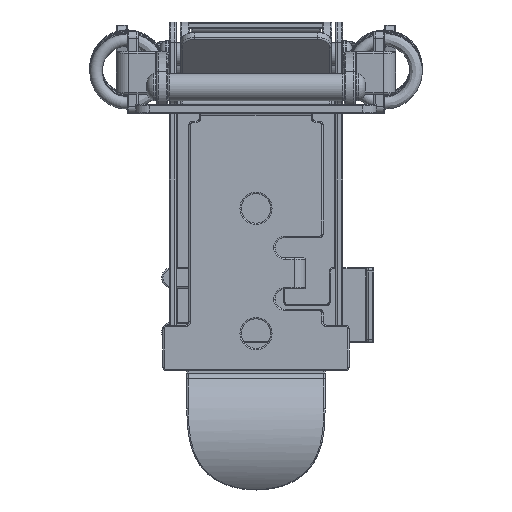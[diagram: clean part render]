
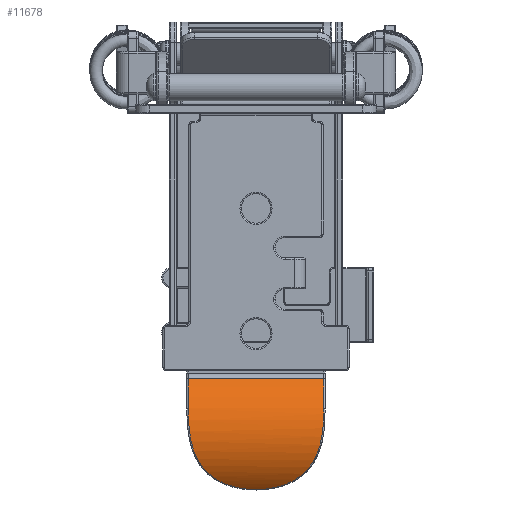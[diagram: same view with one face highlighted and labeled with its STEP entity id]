
A CAD part, front view. The second image highlights one B-rep face of the part: STEP entity #11678.
In plain terms, the highlighted cylindrical face has radius 11.243 mm (diameter 22.485 mm), a partial arc.
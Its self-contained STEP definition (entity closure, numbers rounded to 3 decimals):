
#487 = AXIS2_PLACEMENT_3D ( 'NONE', #1969, #1650, #19575 ) ;
#1504 = CARTESIAN_POINT ( 'NONE',  ( -9.059, 6.921, -37.797 ) ) ;
#1606 = CARTESIAN_POINT ( 'NONE',  ( 9.78, 6.748, -34.442 ) ) ;
#1650 = DIRECTION ( 'NONE',  ( -1., 0., 0. ) ) ;
#1919 = CARTESIAN_POINT ( 'NONE',  ( 3.727, 9.357, -42.81 ) ) ;
#1969 = CARTESIAN_POINT ( 'NONE',  ( 9.9, 17.943, -35.55 ) ) ;
#2058 = DIRECTION ( 'NONE',  ( -1., 0., 0. ) ) ;
#3064 = VERTEX_POINT ( 'NONE', #24188 ) ;
#4077 = CARTESIAN_POINT ( 'NONE',  ( -7.388, 7.884, -40.611 ) ) ;
#4280 = CARTESIAN_POINT ( 'NONE',  ( -9.395, 6.754, -36.712 ) ) ;
#4513 = CARTESIAN_POINT ( 'NONE',  ( -9.687, 6.699, -35.215 ) ) ;
#4588 = CARTESIAN_POINT ( 'NONE',  ( 10.1, 17.943, -35.55 ) ) ;
#4689 = DIRECTION ( 'NONE',  ( 0., 0., 1. ) ) ;
#6622 = CARTESIAN_POINT ( 'NONE',  ( -9.484, 6.721, -36.339 ) ) ;
#6708 = CARTESIAN_POINT ( 'NONE',  ( 9.9, 7.18, -32.209 ) ) ;
#6729 = CARTESIAN_POINT ( 'NONE',  ( -9.9, 7.18, -32.21 ) ) ;
#7035 = CARTESIAN_POINT ( 'NONE',  ( 5.082, 8.926, -42.269 ) ) ;
#7051 = CARTESIAN_POINT ( 'NONE',  ( -1.523, 9.787, -43.291 ) ) ;
#7095 = ORIENTED_EDGE ( 'NONE', *, *, #7703, .T. ) ;
#7142 = CARTESIAN_POINT ( 'NONE',  ( 9.213, 6.834, -37.42 ) ) ;
#7703 = EDGE_CURVE ( 'NONE', #19703, #3064, #17632, .T. ) ;
#9609 = CARTESIAN_POINT ( 'NONE',  ( 2.641, 9.606, -43.094 ) ) ;
#10240 = ORIENTED_EDGE ( 'NONE', *, *, #10714, .T. ) ;
#10714 = EDGE_CURVE ( 'NONE', #26257, #13154, #13450, .T. ) ;
#10719 = CARTESIAN_POINT ( 'NONE',  ( -9.9, 7.458, -31.493 ) ) ;
#11054 = CYLINDRICAL_SURFACE ( 'NONE', #32289, 11.243 ) ;
#11131 = VERTEX_POINT ( 'NONE', #28033 ) ;
#11678 = ADVANCED_FACE ( 'NONE', ( #12247 ), #11054, .T. ) ;
#11754 = CARTESIAN_POINT ( 'NONE',  ( -3.719, 9.36, -42.813 ) ) ;
#11854 = CARTESIAN_POINT ( 'NONE',  ( -9.887, 6.979, -32.946 ) ) ;
#11974 = CARTESIAN_POINT ( 'NONE',  ( -9.813, 6.79, -34.076 ) ) ;
#12087 = CARTESIAN_POINT ( 'NONE',  ( -5.702, 8.684, -41.932 ) ) ;
#12247 = FACE_OUTER_BOUND ( 'NONE', #14041, .T. ) ;
#12276 = CARTESIAN_POINT ( 'NONE',  ( 8.285, 7.377, -39.444 ) ) ;
#12483 = CARTESIAN_POINT ( 'NONE',  ( -9.9, 10.557, -27.074 ) ) ;
#13154 = VERTEX_POINT ( 'NONE', #10719 ) ;
#13450 = CIRCLE ( 'NONE', #29558, 11.243 ) ;
#14041 = EDGE_LOOP ( 'NONE', ( #25740, #10240, #25118, #7095, #28517 ) ) ;
#14193 = CARTESIAN_POINT ( 'NONE',  ( -8.775, 7.083, -38.482 ) ) ;
#14314 = CARTESIAN_POINT ( 'NONE',  ( -4.743, 9.047, -42.427 ) ) ;
#14413 = CARTESIAN_POINT ( 'NONE',  ( 0., 9.85, -43.355 ) ) ;
#14423 = CARTESIAN_POINT ( 'NONE',  ( -2.998, 9.533, -43.013 ) ) ;
#14532 = CARTESIAN_POINT ( 'NONE',  ( -9.629, 6.694, -35.592 ) ) ;
#14618 = CARTESIAN_POINT ( 'NONE',  ( 1.526, 9.787, -43.291 ) ) ;
#14632 = CARTESIAN_POINT ( 'NONE',  ( -8.615, 7.179, -38.813 ) ) ;
#15049 = LINE ( 'NONE', #32304, #20994 ) ;
#15145 = EDGE_CURVE ( 'NONE', #3064, #11131, #31036, .T. ) ;
#16049 = B_SPLINE_CURVE_WITH_KNOTS ( 'NONE', 3,
 ( #29678, #6729, #11854, #11974, #24635, #4513, #14532, #6622, #4280, #22098, #1504, #14193, #14632, #21987, #29579, #4077, #27054, #32090, #12087, #19552, #14314, #24535, #11754, #14423, #32203, #7051, #24424, #24856 ),
 .UNSPECIFIED., .F., .F.,
 ( 4, 2, 2, 2, 2, 2, 2, 2, 2, 2, 2, 2, 2, 4 ),
 ( 0., 0.002, 0.003, 0.005, 0.006, 0.007, 0.008, 0.009, 0.011, 0.013, 0.014, 0.015, 0.016, 0.018 ),
 .UNSPECIFIED. ) ;
#16510 = EDGE_CURVE ( 'NONE', #13154, #19703, #16049, .T. ) ;
#16861 = CARTESIAN_POINT ( 'NONE',  ( 9.689, 6.699, -35.204 ) ) ;
#17062 = DIRECTION ( 'NONE',  ( -1., 0., 0. ) ) ;
#17197 = CARTESIAN_POINT ( 'NONE',  ( 3.01, 9.531, -43.01 ) ) ;
#17303 = CARTESIAN_POINT ( 'NONE',  ( 7.386, 7.882, -40.575 ) ) ;
#17632 = B_SPLINE_CURVE_WITH_KNOTS ( 'NONE', 3,
 ( #14413, #27251, #14618, #9609, #17197, #1919, #19753, #29991, #7035, #22298, #27348, #29886, #27472, #17303, #19850, #12276, #22411, #7142, #24946, #31966, #16861, #1606, #19422, #21973, #6708, #24519 ),
 .UNSPECIFIED., .F., .F.,
 ( 4, 2, 2, 2, 2, 2, 2, 2, 2, 2, 2, 2, 4 ),
 ( 0., 0.002, 0.003, 0.005, 0.006, 0.007, 0.008, 0.009, 0.011, 0.014, 0.015, 0.016, 0.018 ),
 .UNSPECIFIED. ) ;
#19403 = DIRECTION ( 'NONE',  ( 0., 0., 1. ) ) ;
#19422 = CARTESIAN_POINT ( 'NONE',  ( 9.814, 6.792, -34.064 ) ) ;
#19552 = CARTESIAN_POINT ( 'NONE',  ( -5.07, 8.931, -42.275 ) ) ;
#19575 = DIRECTION ( 'NONE',  ( 0., 0., 1. ) ) ;
#19703 = VERTEX_POINT ( 'NONE', #28843 ) ;
#19753 = CARTESIAN_POINT ( 'NONE',  ( 4.076, 9.259, -42.693 ) ) ;
#19850 = CARTESIAN_POINT ( 'NONE',  ( 7.628, 7.749, -40.303 ) ) ;
#20460 = EDGE_CURVE ( 'NONE', #11131, #26257, #15049, .T. ) ;
#20994 = VECTOR ( 'NONE', #2058, 1000. ) ;
#21973 = CARTESIAN_POINT ( 'NONE',  ( 9.887, 6.98, -32.942 ) ) ;
#21987 = CARTESIAN_POINT ( 'NONE',  ( -8.251, 7.393, -39.451 ) ) ;
#22098 = CARTESIAN_POINT ( 'NONE',  ( -9.182, 6.854, -37.443 ) ) ;
#22298 = CARTESIAN_POINT ( 'NONE',  ( 5.721, 8.676, -41.921 ) ) ;
#22411 = CARTESIAN_POINT ( 'NONE',  ( 8.642, 7.16, -38.811 ) ) ;
#24188 = CARTESIAN_POINT ( 'NONE',  ( 9.9, 7.458, -31.493 ) ) ;
#24283 = CARTESIAN_POINT ( 'NONE',  ( -9.9, 17.943, -35.55 ) ) ;
#24424 = CARTESIAN_POINT ( 'NONE',  ( -0.769, 9.85, -43.355 ) ) ;
#24519 = CARTESIAN_POINT ( 'NONE',  ( 9.9, 7.458, -31.493 ) ) ;
#24535 = CARTESIAN_POINT ( 'NONE',  ( -4.068, 9.261, -42.696 ) ) ;
#24635 = CARTESIAN_POINT ( 'NONE',  ( -9.779, 6.747, -34.459 ) ) ;
#24856 = CARTESIAN_POINT ( 'NONE',  ( 0., 9.85, -43.355 ) ) ;
#24946 = CARTESIAN_POINT ( 'NONE',  ( 9.415, 6.734, -36.694 ) ) ;
#25118 = ORIENTED_EDGE ( 'NONE', *, *, #16510, .T. ) ;
#25740 = ORIENTED_EDGE ( 'NONE', *, *, #20460, .T. ) ;
#26257 = VERTEX_POINT ( 'NONE', #12483 ) ;
#27054 = CARTESIAN_POINT ( 'NONE',  ( -6.88, 8.154, -41.104 ) ) ;
#27251 = CARTESIAN_POINT ( 'NONE',  ( 0.77, 9.85, -43.355 ) ) ;
#27348 = CARTESIAN_POINT ( 'NONE',  ( 6.025, 8.546, -41.728 ) ) ;
#27472 = CARTESIAN_POINT ( 'NONE',  ( 6.873, 8.147, -41.076 ) ) ;
#28033 = CARTESIAN_POINT ( 'NONE',  ( 9.9, 10.557, -27.074 ) ) ;
#28517 = ORIENTED_EDGE ( 'NONE', *, *, #15145, .T. ) ;
#28843 = CARTESIAN_POINT ( 'NONE',  ( 0., 9.85, -43.355 ) ) ;
#29218 = DIRECTION ( 'NONE',  ( 1., 0., 0. ) ) ;
#29558 = AXIS2_PLACEMENT_3D ( 'NONE', #24283, #29218, #19403 ) ;
#29579 = CARTESIAN_POINT ( 'NONE',  ( -8.047, 7.512, -39.758 ) ) ;
#29678 = CARTESIAN_POINT ( 'NONE',  ( -9.9, 7.458, -31.493 ) ) ;
#29886 = CARTESIAN_POINT ( 'NONE',  ( 6.601, 8.282, -41.306 ) ) ;
#29991 = CARTESIAN_POINT ( 'NONE',  ( 4.753, 9.043, -42.423 ) ) ;
#31036 = CIRCLE ( 'NONE', #487, 11.243 ) ;
#31966 = CARTESIAN_POINT ( 'NONE',  ( 9.631, 6.694, -35.58 ) ) ;
#32090 = CARTESIAN_POINT ( 'NONE',  ( -6.008, 8.553, -41.739 ) ) ;
#32203 = CARTESIAN_POINT ( 'NONE',  ( -2.631, 9.608, -43.096 ) ) ;
#32289 = AXIS2_PLACEMENT_3D ( 'NONE', #4588, #17062, #4689 ) ;
#32304 = CARTESIAN_POINT ( 'NONE',  ( 10.1, 10.557, -27.074 ) ) ;
